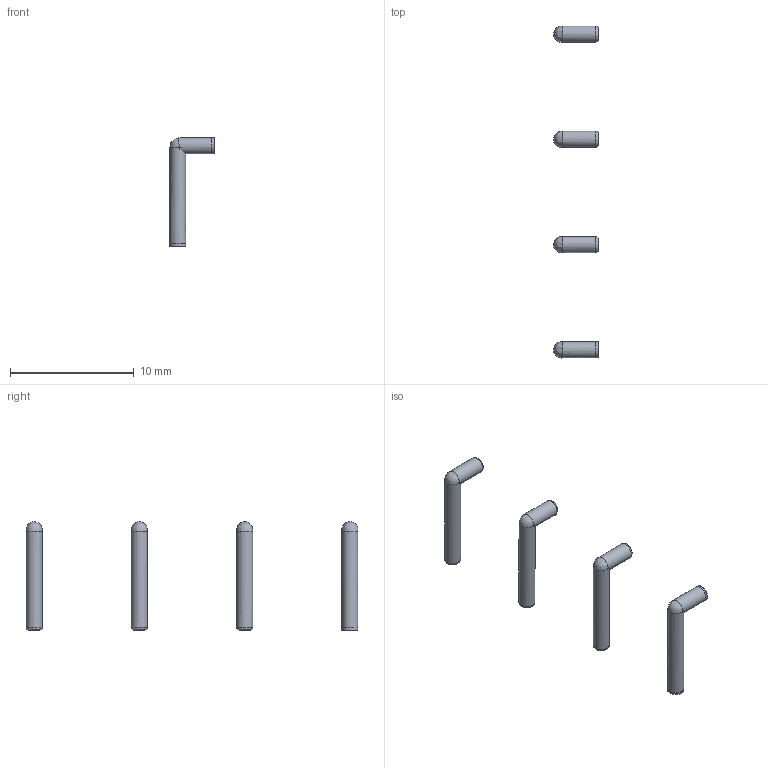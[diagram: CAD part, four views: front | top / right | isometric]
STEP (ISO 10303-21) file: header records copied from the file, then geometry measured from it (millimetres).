
FILE_DESCRIPTION(('FreeCAD Model'),'2;1');
FILE_NAME('Open CASCADE Shape Model','2023-02-04T23:01:02',('Author'),( ''),'Open CASCADE STEP processor 7.6','FreeCAD','Unknown');
FILE_SCHEMA(('AUTOMOTIVE_DESIGN { 1 0 10303 214 1 1 1 1 }'));
Length unit declared in the file: millimetre
Products named in the file (4): Part; AdditivePipe; Array; Fillet
Assembly tree (6 placements, depth 3):
  Part
    AdditivePipe
    Array
      Fillet  x4
Bounding box: 3.63 x 26.8 x 8.75 mm (x, y, z)
Volume: 72.9 mm3; surface area: 245.5 mm2
Topology: 5 solids, 5 shells, 33 faces, 51 edges, 28 vertices
Faces by surface type: plane 10, extrusion 10, bspline 8, revolution 5
Entity records: 780 total; most frequent: CARTESIAN_POINT 297, DIRECTION 78, ORIENTED_EDGE 36, PCURVE 36, DEFINITIONAL_REPRESENTATION 36, AXIS2_PLACEMENT_3D 25, VECTOR 24, LINE 20
